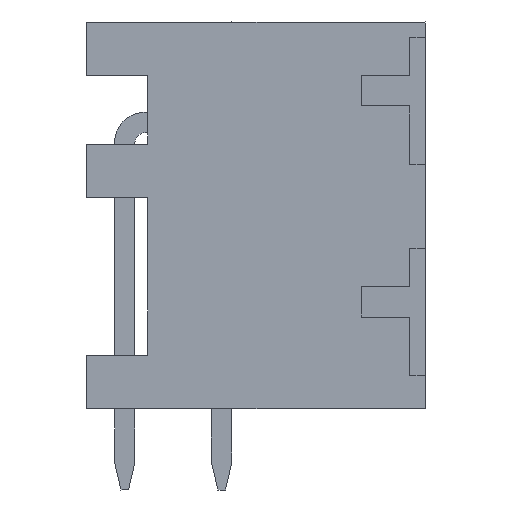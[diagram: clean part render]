
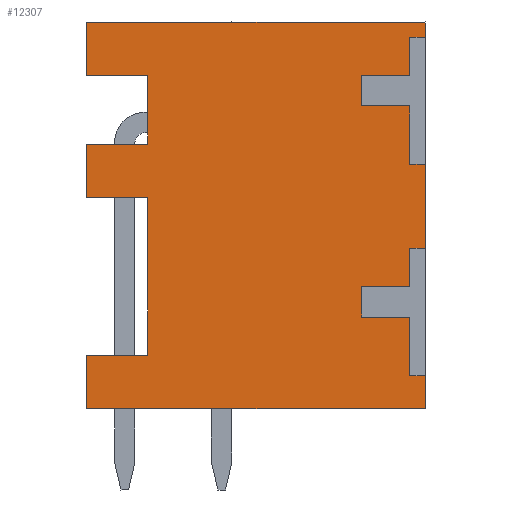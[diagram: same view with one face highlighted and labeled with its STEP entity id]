
A CAD part, left-side view. The second image highlights one B-rep face of the part: STEP entity #12307.
In plain terms, the highlighted planar face has unit normal (-1, 0, 0).
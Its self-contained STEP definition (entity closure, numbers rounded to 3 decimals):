
#12181=AXIS2_PLACEMENT_3D('Plane Axis2P3D',#12178,#12179,#12180) ;
#294=CARTESIAN_POINT('Vertex',(0.3,0.,18.4)) ;
#297=CARTESIAN_POINT('Line Origine',(0.3,0.,18.1)) ;
#301=CARTESIAN_POINT('Vertex',(0.3,0.,17.8)) ;
#322=CARTESIAN_POINT('Vertex',(0.3,0.,12.8)) ;
#325=CARTESIAN_POINT('Line Origine',(0.3,0.,11.15)) ;
#329=CARTESIAN_POINT('Vertex',(0.3,0.,9.5)) ;
#350=CARTESIAN_POINT('Vertex',(0.3,0.,4.5)) ;
#353=CARTESIAN_POINT('Line Origine',(0.3,0.,3.85)) ;
#357=CARTESIAN_POINT('Vertex',(0.3,0.,3.2)) ;
#5586=CARTESIAN_POINT('Vertex',(0.3,13.3,18.4)) ;
#5589=CARTESIAN_POINT('Line Origine',(0.3,6.65,18.4)) ;
#5699=CARTESIAN_POINT('Vertex',(0.3,13.3,16.3)) ;
#5704=CARTESIAN_POINT('Line Origine',(0.3,13.3,17.35)) ;
#6542=CARTESIAN_POINT('Vertex',(0.3,10.9,16.3)) ;
#6547=CARTESIAN_POINT('Line Origine',(0.3,12.1,16.3)) ;
#6937=CARTESIAN_POINT('Vertex',(0.3,10.9,13.6)) ;
#6942=CARTESIAN_POINT('Line Origine',(0.3,10.9,14.95)) ;
#7332=CARTESIAN_POINT('Vertex',(0.3,13.3,13.6)) ;
#7337=CARTESIAN_POINT('Line Origine',(0.3,12.1,13.6)) ;
#7722=CARTESIAN_POINT('Vertex',(0.3,13.3,11.5)) ;
#7727=CARTESIAN_POINT('Line Origine',(0.3,13.3,12.55)) ;
#9013=CARTESIAN_POINT('Vertex',(0.3,10.9,11.5)) ;
#9018=CARTESIAN_POINT('Line Origine',(0.3,12.1,11.5)) ;
#9403=CARTESIAN_POINT('Vertex',(0.3,10.9,5.3)) ;
#9408=CARTESIAN_POINT('Line Origine',(0.3,10.9,8.4)) ;
#9798=CARTESIAN_POINT('Vertex',(0.3,13.3,5.3)) ;
#9803=CARTESIAN_POINT('Line Origine',(0.3,12.1,5.3)) ;
#10188=CARTESIAN_POINT('Vertex',(0.3,13.3,3.2)) ;
#10193=CARTESIAN_POINT('Line Origine',(0.3,13.3,4.25)) ;
#11475=CARTESIAN_POINT('Line Origine',(0.3,6.65,3.2)) ;
#12178=CARTESIAN_POINT('Axis2P3D Location',(0.3,0.,0.)) ;
#12183=CARTESIAN_POINT('Line Origine',(0.3,0.3,12.8)) ;
#12187=CARTESIAN_POINT('Vertex',(0.3,0.6,12.8)) ;
#12190=CARTESIAN_POINT('Line Origine',(0.3,0.6,13.95)) ;
#12194=CARTESIAN_POINT('Vertex',(0.3,0.6,15.1)) ;
#12197=CARTESIAN_POINT('Line Origine',(0.3,1.55,15.1)) ;
#12201=CARTESIAN_POINT('Vertex',(0.3,2.5,15.1)) ;
#12204=CARTESIAN_POINT('Line Origine',(0.3,2.5,15.7)) ;
#12208=CARTESIAN_POINT('Vertex',(0.3,2.5,16.3)) ;
#12211=CARTESIAN_POINT('Line Origine',(0.3,1.55,16.3)) ;
#12215=CARTESIAN_POINT('Vertex',(0.3,0.6,16.3)) ;
#12218=CARTESIAN_POINT('Line Origine',(0.3,0.6,17.05)) ;
#12222=CARTESIAN_POINT('Vertex',(0.3,0.6,17.8)) ;
#12225=CARTESIAN_POINT('Line Origine',(0.3,0.3,17.8)) ;
#12230=CARTESIAN_POINT('Line Origine',(0.3,0.3,4.5)) ;
#12234=CARTESIAN_POINT('Vertex',(0.3,0.6,4.5)) ;
#12237=CARTESIAN_POINT('Line Origine',(0.3,0.6,5.65)) ;
#12241=CARTESIAN_POINT('Vertex',(0.3,0.6,6.8)) ;
#12244=CARTESIAN_POINT('Line Origine',(0.3,1.55,6.8)) ;
#12248=CARTESIAN_POINT('Vertex',(0.3,2.5,6.8)) ;
#12251=CARTESIAN_POINT('Line Origine',(0.3,2.5,7.4)) ;
#12255=CARTESIAN_POINT('Vertex',(0.3,2.5,8.)) ;
#12258=CARTESIAN_POINT('Line Origine',(0.3,1.55,8.)) ;
#12262=CARTESIAN_POINT('Vertex',(0.3,0.6,8.)) ;
#12265=CARTESIAN_POINT('Line Origine',(0.3,0.6,8.75)) ;
#12269=CARTESIAN_POINT('Vertex',(0.3,0.6,9.5)) ;
#12272=CARTESIAN_POINT('Line Origine',(0.3,0.3,9.5)) ;
#298=DIRECTION('Vector Direction',(0.,0.,-1.)) ;
#326=DIRECTION('Vector Direction',(0.,0.,-1.)) ;
#354=DIRECTION('Vector Direction',(0.,0.,-1.)) ;
#5590=DIRECTION('Vector Direction',(0.,-1.,0.)) ;
#5705=DIRECTION('Vector Direction',(0.,0.,1.)) ;
#6548=DIRECTION('Vector Direction',(0.,1.,0.)) ;
#6943=DIRECTION('Vector Direction',(0.,0.,1.)) ;
#7338=DIRECTION('Vector Direction',(0.,-1.,0.)) ;
#7728=DIRECTION('Vector Direction',(0.,0.,1.)) ;
#9019=DIRECTION('Vector Direction',(0.,1.,0.)) ;
#9409=DIRECTION('Vector Direction',(0.,0.,1.)) ;
#9804=DIRECTION('Vector Direction',(0.,-1.,0.)) ;
#10194=DIRECTION('Vector Direction',(0.,0.,1.)) ;
#11476=DIRECTION('Vector Direction',(0.,1.,0.)) ;
#12179=DIRECTION('Axis2P3D Direction',(-1.,0.,0.)) ;
#12180=DIRECTION('Axis2P3D XDirection',(0.,-1.,0.)) ;
#12184=DIRECTION('Vector Direction',(0.,1.,0.)) ;
#12191=DIRECTION('Vector Direction',(0.,0.,1.)) ;
#12198=DIRECTION('Vector Direction',(0.,1.,0.)) ;
#12205=DIRECTION('Vector Direction',(0.,0.,1.)) ;
#12212=DIRECTION('Vector Direction',(0.,-1.,0.)) ;
#12219=DIRECTION('Vector Direction',(0.,0.,1.)) ;
#12226=DIRECTION('Vector Direction',(0.,-1.,0.)) ;
#12231=DIRECTION('Vector Direction',(0.,1.,0.)) ;
#12238=DIRECTION('Vector Direction',(0.,0.,1.)) ;
#12245=DIRECTION('Vector Direction',(0.,1.,0.)) ;
#12252=DIRECTION('Vector Direction',(0.,0.,1.)) ;
#12259=DIRECTION('Vector Direction',(0.,-1.,0.)) ;
#12266=DIRECTION('Vector Direction',(0.,0.,1.)) ;
#12273=DIRECTION('Vector Direction',(0.,-1.,0.)) ;
#299=VECTOR('Line Direction',#298,1.) ;
#327=VECTOR('Line Direction',#326,1.) ;
#355=VECTOR('Line Direction',#354,1.) ;
#5591=VECTOR('Line Direction',#5590,1.) ;
#5706=VECTOR('Line Direction',#5705,1.) ;
#6549=VECTOR('Line Direction',#6548,1.) ;
#6944=VECTOR('Line Direction',#6943,1.) ;
#7339=VECTOR('Line Direction',#7338,1.) ;
#7729=VECTOR('Line Direction',#7728,1.) ;
#9020=VECTOR('Line Direction',#9019,1.) ;
#9410=VECTOR('Line Direction',#9409,1.) ;
#9805=VECTOR('Line Direction',#9804,1.) ;
#10195=VECTOR('Line Direction',#10194,1.) ;
#11477=VECTOR('Line Direction',#11476,1.) ;
#12185=VECTOR('Line Direction',#12184,1.) ;
#12192=VECTOR('Line Direction',#12191,1.) ;
#12199=VECTOR('Line Direction',#12198,1.) ;
#12206=VECTOR('Line Direction',#12205,1.) ;
#12213=VECTOR('Line Direction',#12212,1.) ;
#12220=VECTOR('Line Direction',#12219,1.) ;
#12227=VECTOR('Line Direction',#12226,1.) ;
#12232=VECTOR('Line Direction',#12231,1.) ;
#12239=VECTOR('Line Direction',#12238,1.) ;
#12246=VECTOR('Line Direction',#12245,1.) ;
#12253=VECTOR('Line Direction',#12252,1.) ;
#12260=VECTOR('Line Direction',#12259,1.) ;
#12267=VECTOR('Line Direction',#12266,1.) ;
#12274=VECTOR('Line Direction',#12273,1.) ;
#12278=ORIENTED_EDGE('',*,*,#331,.T.) ;
#12279=ORIENTED_EDGE('',*,*,#12189,.F.) ;
#12280=ORIENTED_EDGE('',*,*,#12196,.F.) ;
#12281=ORIENTED_EDGE('',*,*,#12203,.F.) ;
#12282=ORIENTED_EDGE('',*,*,#12210,.F.) ;
#12283=ORIENTED_EDGE('',*,*,#12217,.F.) ;
#12284=ORIENTED_EDGE('',*,*,#12224,.F.) ;
#12285=ORIENTED_EDGE('',*,*,#12229,.F.) ;
#12286=ORIENTED_EDGE('',*,*,#303,.T.) ;
#12287=ORIENTED_EDGE('',*,*,#5593,.T.) ;
#12288=ORIENTED_EDGE('',*,*,#5708,.T.) ;
#12289=ORIENTED_EDGE('',*,*,#6551,.T.) ;
#12290=ORIENTED_EDGE('',*,*,#6946,.T.) ;
#12291=ORIENTED_EDGE('',*,*,#7341,.T.) ;
#12292=ORIENTED_EDGE('',*,*,#7731,.T.) ;
#12293=ORIENTED_EDGE('',*,*,#9022,.T.) ;
#12294=ORIENTED_EDGE('',*,*,#9412,.T.) ;
#12295=ORIENTED_EDGE('',*,*,#9807,.T.) ;
#12296=ORIENTED_EDGE('',*,*,#10197,.T.) ;
#12297=ORIENTED_EDGE('',*,*,#11479,.T.) ;
#12298=ORIENTED_EDGE('',*,*,#359,.T.) ;
#12299=ORIENTED_EDGE('',*,*,#12236,.F.) ;
#12300=ORIENTED_EDGE('',*,*,#12243,.F.) ;
#12301=ORIENTED_EDGE('',*,*,#12250,.F.) ;
#12302=ORIENTED_EDGE('',*,*,#12257,.F.) ;
#12303=ORIENTED_EDGE('',*,*,#12264,.F.) ;
#12304=ORIENTED_EDGE('',*,*,#12271,.F.) ;
#12305=ORIENTED_EDGE('',*,*,#12276,.F.) ;
#12307=ADVANCED_FACE('HOUSING',(#12306),#12182,.T.) ;
#303=EDGE_CURVE('',#302,#295,#300,.F.) ;
#331=EDGE_CURVE('',#330,#323,#328,.F.) ;
#359=EDGE_CURVE('',#358,#351,#356,.F.) ;
#5593=EDGE_CURVE('',#295,#5587,#5592,.F.) ;
#5708=EDGE_CURVE('',#5587,#5700,#5707,.F.) ;
#6551=EDGE_CURVE('',#5700,#6543,#6550,.F.) ;
#6946=EDGE_CURVE('',#6543,#6938,#6945,.F.) ;
#7341=EDGE_CURVE('',#6938,#7333,#7340,.F.) ;
#7731=EDGE_CURVE('',#7333,#7723,#7730,.F.) ;
#9022=EDGE_CURVE('',#7723,#9014,#9021,.F.) ;
#9412=EDGE_CURVE('',#9014,#9404,#9411,.F.) ;
#9807=EDGE_CURVE('',#9404,#9799,#9806,.F.) ;
#10197=EDGE_CURVE('',#9799,#10189,#10196,.F.) ;
#11479=EDGE_CURVE('',#10189,#358,#11478,.F.) ;
#12189=EDGE_CURVE('',#12188,#323,#12186,.F.) ;
#12196=EDGE_CURVE('',#12195,#12188,#12193,.F.) ;
#12203=EDGE_CURVE('',#12202,#12195,#12200,.F.) ;
#12210=EDGE_CURVE('',#12209,#12202,#12207,.F.) ;
#12217=EDGE_CURVE('',#12216,#12209,#12214,.F.) ;
#12224=EDGE_CURVE('',#12223,#12216,#12221,.F.) ;
#12229=EDGE_CURVE('',#302,#12223,#12228,.F.) ;
#12236=EDGE_CURVE('',#12235,#351,#12233,.F.) ;
#12243=EDGE_CURVE('',#12242,#12235,#12240,.F.) ;
#12250=EDGE_CURVE('',#12249,#12242,#12247,.F.) ;
#12257=EDGE_CURVE('',#12256,#12249,#12254,.F.) ;
#12264=EDGE_CURVE('',#12263,#12256,#12261,.F.) ;
#12271=EDGE_CURVE('',#12270,#12263,#12268,.F.) ;
#12276=EDGE_CURVE('',#330,#12270,#12275,.F.) ;
#12277=EDGE_LOOP('',(#12278,#12279,#12280,#12281,#12282,#12283,#12284,#12285,#12286,#12287,#12288,#12289,#12290,#12291,#12292,#12293,#12294,#12295,#12296,#12297,#12298,#12299,#12300,#12301,#12302,#12303,#12304,#12305)) ;
#12306=FACE_OUTER_BOUND('',#12277,.T.) ;
#300=LINE('Line',#297,#299) ;
#328=LINE('Line',#325,#327) ;
#356=LINE('Line',#353,#355) ;
#5592=LINE('Line',#5589,#5591) ;
#5707=LINE('Line',#5704,#5706) ;
#6550=LINE('Line',#6547,#6549) ;
#6945=LINE('Line',#6942,#6944) ;
#7340=LINE('Line',#7337,#7339) ;
#7730=LINE('Line',#7727,#7729) ;
#9021=LINE('Line',#9018,#9020) ;
#9411=LINE('Line',#9408,#9410) ;
#9806=LINE('Line',#9803,#9805) ;
#10196=LINE('Line',#10193,#10195) ;
#11478=LINE('Line',#11475,#11477) ;
#12186=LINE('Line',#12183,#12185) ;
#12193=LINE('Line',#12190,#12192) ;
#12200=LINE('Line',#12197,#12199) ;
#12207=LINE('Line',#12204,#12206) ;
#12214=LINE('Line',#12211,#12213) ;
#12221=LINE('Line',#12218,#12220) ;
#12228=LINE('Line',#12225,#12227) ;
#12233=LINE('Line',#12230,#12232) ;
#12240=LINE('Line',#12237,#12239) ;
#12247=LINE('Line',#12244,#12246) ;
#12254=LINE('Line',#12251,#12253) ;
#12261=LINE('Line',#12258,#12260) ;
#12268=LINE('Line',#12265,#12267) ;
#12275=LINE('Line',#12272,#12274) ;
#12182=PLANE('',#12181) ;
#295=VERTEX_POINT('',#294) ;
#302=VERTEX_POINT('',#301) ;
#323=VERTEX_POINT('',#322) ;
#330=VERTEX_POINT('',#329) ;
#351=VERTEX_POINT('',#350) ;
#358=VERTEX_POINT('',#357) ;
#5587=VERTEX_POINT('',#5586) ;
#5700=VERTEX_POINT('',#5699) ;
#6543=VERTEX_POINT('',#6542) ;
#6938=VERTEX_POINT('',#6937) ;
#7333=VERTEX_POINT('',#7332) ;
#7723=VERTEX_POINT('',#7722) ;
#9014=VERTEX_POINT('',#9013) ;
#9404=VERTEX_POINT('',#9403) ;
#9799=VERTEX_POINT('',#9798) ;
#10189=VERTEX_POINT('',#10188) ;
#12188=VERTEX_POINT('',#12187) ;
#12195=VERTEX_POINT('',#12194) ;
#12202=VERTEX_POINT('',#12201) ;
#12209=VERTEX_POINT('',#12208) ;
#12216=VERTEX_POINT('',#12215) ;
#12223=VERTEX_POINT('',#12222) ;
#12235=VERTEX_POINT('',#12234) ;
#12242=VERTEX_POINT('',#12241) ;
#12249=VERTEX_POINT('',#12248) ;
#12256=VERTEX_POINT('',#12255) ;
#12263=VERTEX_POINT('',#12262) ;
#12270=VERTEX_POINT('',#12269) ;
